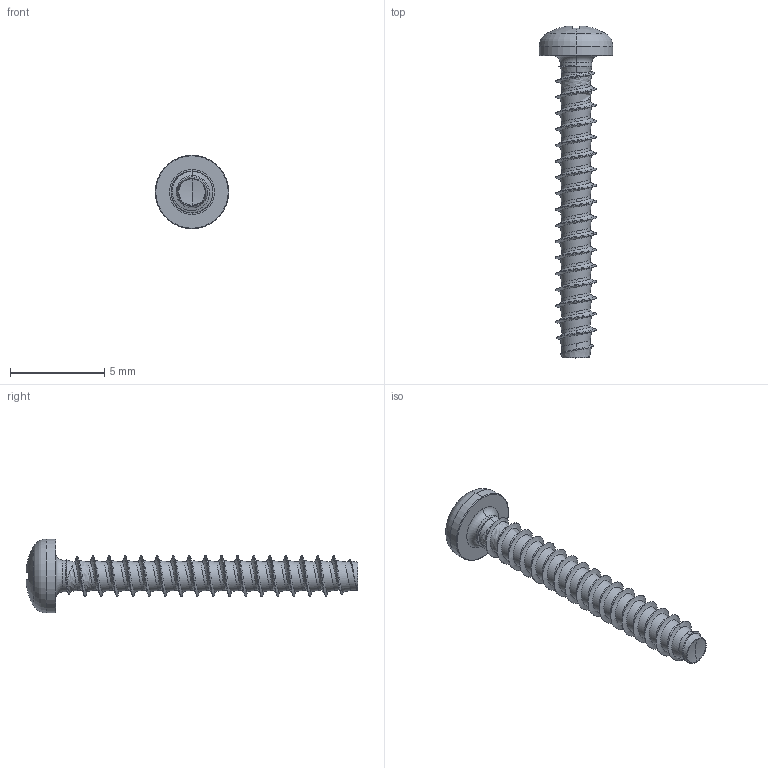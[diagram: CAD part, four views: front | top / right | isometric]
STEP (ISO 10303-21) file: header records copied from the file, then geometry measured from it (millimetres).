
FILE_DESCRIPTION (( 'STEP AP203' ), '1' );
FILE_NAME ('STP320220160.STEP', '2017-08-15T14:03:38', ( '' ), ( '' ), 'SwSTEP 2.0', 'SolidWorks 2015', '' );
FILE_SCHEMA (( 'CONFIG_CONTROL_DESIGN' ));
Length unit declared in the file: millimetre
Products named in the file (1): STP320220160
Bounding box: 3.9 x 17.57 x 3.9 mm (x, y, z)
Volume: 48.1 mm3; surface area: 166.5 mm2
Topology: 1 solids, 1 shells, 200 faces, 470 edges, 272 vertices
Faces by surface type: cylinder 62, bspline 51, torus 28, sphere 28, plane 22, cone 9
Entity records: 23445 total; most frequent: CARTESIAN_POINT 19286, ORIENTED_EDGE 936, DIRECTION 773, EDGE_CURVE 468, AXIS2_PLACEMENT_3D 339, VERTEX_POINT 272, EDGE_LOOP 202, ADVANCED_FACE 200
